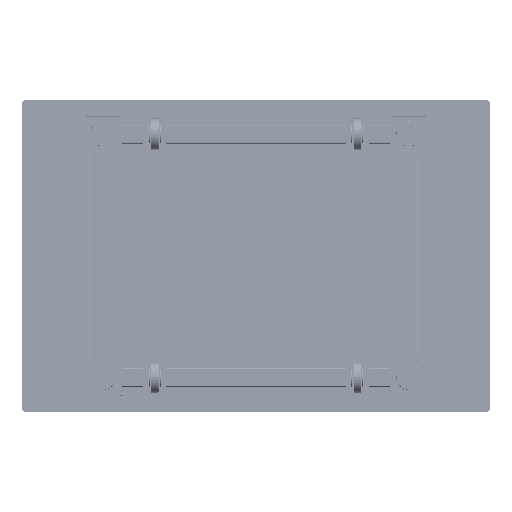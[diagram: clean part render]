
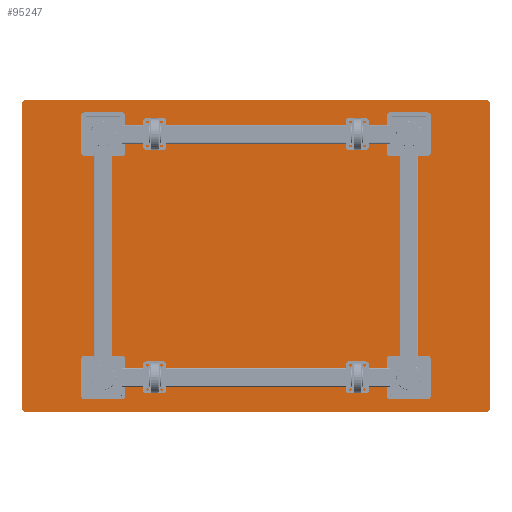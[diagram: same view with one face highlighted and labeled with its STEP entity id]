
A CAD part, top view. The second image highlights one B-rep face of the part: STEP entity #95247.
In plain terms, the highlighted planar face has unit normal (0, 0, 1).
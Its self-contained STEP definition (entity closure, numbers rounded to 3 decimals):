
#1929 = LINE ( 'NONE', #102246, #41472 ) ;
#2148 = VECTOR ( 'NONE', #44401, 1000. ) ;
#3857 = EDGE_CURVE ( 'NONE', #62442, #44375, #1929, .T. ) ;
#4597 = ORIENTED_EDGE ( 'NONE', *, *, #13389, .T. ) ;
#13389 = EDGE_CURVE ( 'NONE', #44375, #193815, #150906, .T. ) ;
#13420 = DIRECTION ( 'NONE',  ( -1., 0., 0. ) ) ;
#15501 = VECTOR ( 'NONE', #13420, 1000. ) ;
#16850 = VERTEX_POINT ( 'NONE', #48703 ) ;
#22409 = ORIENTED_EDGE ( 'NONE', *, *, #3857, .T. ) ;
#24748 = VERTEX_POINT ( 'NONE', #179881 ) ;
#31805 = VERTEX_POINT ( 'NONE', #42912 ) ;
#41424 = CARTESIAN_POINT ( 'NONE',  ( -756.013, 512.18, -249.501 ) ) ;
#41472 = VECTOR ( 'NONE', #181617, 1000. ) ;
#42912 = CARTESIAN_POINT ( 'NONE',  ( 732.987, 512.18, -249.501 ) ) ;
#43290 = ORIENTED_EDGE ( 'NONE', *, *, #92002, .T. ) ;
#44375 = VERTEX_POINT ( 'NONE', #182786 ) ;
#44401 = DIRECTION ( 'NONE',  ( 0., -1., 0. ) ) ;
#46279 = AXIS2_PLACEMENT_3D ( 'NONE', #172140, #78989, #92756 ) ;
#48703 = CARTESIAN_POINT ( 'NONE',  ( 721.987, 523.18, -249.501 ) ) ;
#52580 = LINE ( 'NONE', #184703, #180095 ) ;
#59221 = LINE ( 'NONE', #77173, #2148 ) ;
#62442 = VERTEX_POINT ( 'NONE', #63418 ) ;
#62820 = ORIENTED_EDGE ( 'NONE', *, *, #75107, .T. ) ;
#63418 = CARTESIAN_POINT ( 'NONE',  ( -756.013, -476.82, -249.501 ) ) ;
#65313 = EDGE_CURVE ( 'NONE', #193815, #31805, #52580, .T. ) ;
#66104 = FACE_OUTER_BOUND ( 'NONE', #164521, .T. ) ;
#68185 = VERTEX_POINT ( 'NONE', #105185 ) ;
#75107 = EDGE_CURVE ( 'NONE', #24748, #62442, #85471, .T. ) ;
#76827 = CARTESIAN_POINT ( 'NONE',  ( 721.987, 523.18, -249.501 ) ) ;
#76848 = EDGE_CURVE ( 'NONE', #31805, #16850, #180435, .T. ) ;
#77173 = CARTESIAN_POINT ( 'NONE',  ( -767.013, 412.18, -249.501 ) ) ;
#77880 = LINE ( 'NONE', #76827, #15501 ) ;
#78969 = AXIS2_PLACEMENT_3D ( 'NONE', #155075, #157150, #143340 ) ;
#78989 = DIRECTION ( 'NONE',  ( 0., 0., 1. ) ) ;
#85471 = CIRCLE ( 'NONE', #88929, 11. ) ;
#88929 = AXIS2_PLACEMENT_3D ( 'NONE', #188716, #108298, #159113 ) ;
#92002 = EDGE_CURVE ( 'NONE', #68185, #185335, #92065, .T. ) ;
#92065 = CIRCLE ( 'NONE', #149450, 11. ) ;
#92756 = DIRECTION ( 'NONE',  ( 0., 1., 0. ) ) ;
#93049 = ORIENTED_EDGE ( 'NONE', *, *, #160509, .T. ) ;
#93157 = DIRECTION ( 'NONE',  ( 0., 0., 1. ) ) ;
#95247 = ADVANCED_FACE ( 'NONE', ( #66104 ), #114724, .T. ) ;
#97850 = DIRECTION ( 'NONE',  ( 0., 0., 1. ) ) ;
#101203 = EDGE_CURVE ( 'NONE', #185335, #24748, #59221, .T. ) ;
#102246 = CARTESIAN_POINT ( 'NONE',  ( 721.987, -476.82, -249.501 ) ) ;
#105185 = CARTESIAN_POINT ( 'NONE',  ( -756.013, 523.18, -249.501 ) ) ;
#107810 = ORIENTED_EDGE ( 'NONE', *, *, #65313, .T. ) ;
#108298 = DIRECTION ( 'NONE',  ( 0., 0., 1. ) ) ;
#114724 = PLANE ( 'NONE',  #143533 ) ;
#129176 = ORIENTED_EDGE ( 'NONE', *, *, #101203, .T. ) ;
#133668 = ORIENTED_EDGE ( 'NONE', *, *, #76848, .T. ) ;
#134757 = CARTESIAN_POINT ( 'NONE',  ( 721.987, 412.18, -249.501 ) ) ;
#143340 = DIRECTION ( 'NONE',  ( 0., 1., 0. ) ) ;
#143533 = AXIS2_PLACEMENT_3D ( 'NONE', #134757, #97850, #163446 ) ;
#149450 = AXIS2_PLACEMENT_3D ( 'NONE', #41424, #93157, #154575 ) ;
#150906 = CIRCLE ( 'NONE', #46279, 11. ) ;
#154575 = DIRECTION ( 'NONE',  ( 0., 1., 0. ) ) ;
#155075 = CARTESIAN_POINT ( 'NONE',  ( 721.987, 512.18, -249.501 ) ) ;
#157150 = DIRECTION ( 'NONE',  ( 0., 0., 1. ) ) ;
#159113 = DIRECTION ( 'NONE',  ( 0., 1., 0. ) ) ;
#160509 = EDGE_CURVE ( 'NONE', #16850, #68185, #77880, .T. ) ;
#163446 = DIRECTION ( 'NONE',  ( 0., -1., 0. ) ) ;
#164032 = CARTESIAN_POINT ( 'NONE',  ( -767.013, 512.18, -249.501 ) ) ;
#164521 = EDGE_LOOP ( 'NONE', ( #107810, #133668, #93049, #43290, #129176, #62820, #22409, #4597 ) ) ;
#164727 = DIRECTION ( 'NONE',  ( 0., 1., 0. ) ) ;
#172140 = CARTESIAN_POINT ( 'NONE',  ( 721.987, -465.82, -249.501 ) ) ;
#179881 = CARTESIAN_POINT ( 'NONE',  ( -767.013, -465.82, -249.501 ) ) ;
#180095 = VECTOR ( 'NONE', #164727, 1000. ) ;
#180435 = CIRCLE ( 'NONE', #78969, 11. ) ;
#181617 = DIRECTION ( 'NONE',  ( 1., 0., 0. ) ) ;
#182786 = CARTESIAN_POINT ( 'NONE',  ( 721.987, -476.82, -249.501 ) ) ;
#184703 = CARTESIAN_POINT ( 'NONE',  ( 732.987, 412.18, -249.501 ) ) ;
#185335 = VERTEX_POINT ( 'NONE', #164032 ) ;
#188716 = CARTESIAN_POINT ( 'NONE',  ( -756.013, -465.82, -249.501 ) ) ;
#193815 = VERTEX_POINT ( 'NONE', #203612 ) ;
#203612 = CARTESIAN_POINT ( 'NONE',  ( 732.987, -465.82, -249.501 ) ) ;
